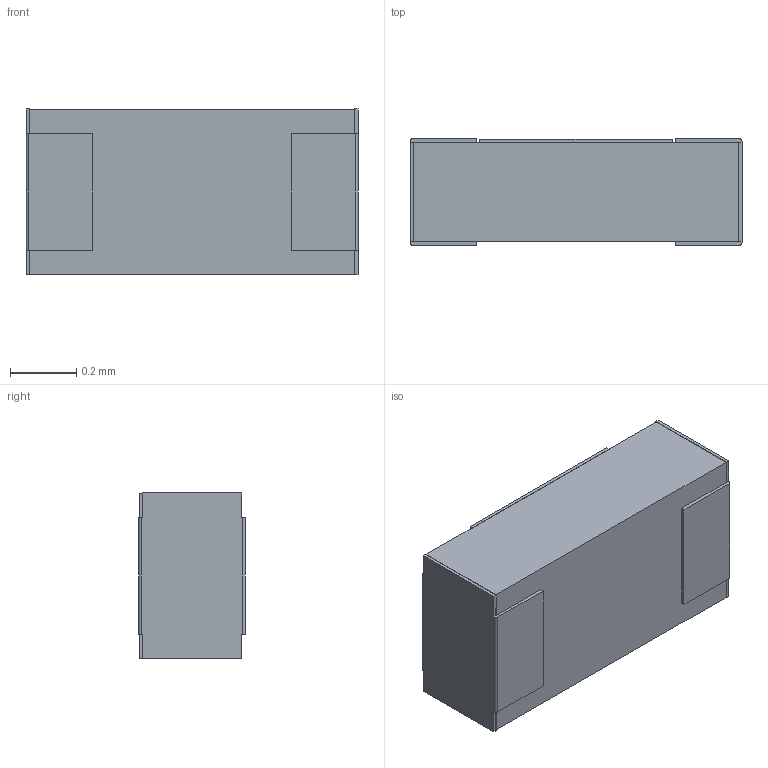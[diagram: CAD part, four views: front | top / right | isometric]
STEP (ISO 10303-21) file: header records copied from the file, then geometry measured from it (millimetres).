
FILE_DESCRIPTION (( 'STEP AP214' ), '1' );
FILE_NAME ('MCS0402MD4703BE500.STEP', '2024-07-17T13:58:57', ( '' ), ( '' ), 'SwSTEP 2.0', 'SolidWorks 2016', '' );
FILE_SCHEMA (( 'AUTOMOTIVE_DESIGN' ));
Length unit declared in the file: millimetre
Products named in the file (1): MCS0402MD4703BE500
Bounding box: 1 x 0.32 x 0.5 mm (x, y, z)
Volume: 0.2 mm3; surface area: 2.5 mm2
Topology: 1 solids, 1 shells, 49 faces, 124 edges, 80 vertices
Faces by surface type: plane 45, cylinder 4
Entity records: 1971 total; most frequent: CARTESIAN_POINT 254, ORIENTED_EDGE 248, DIRECTION 232, EDGE_CURVE 124, VECTOR 116, LINE 116, VERTEX_POINT 80, AXIS2_PLACEMENT_3D 58
